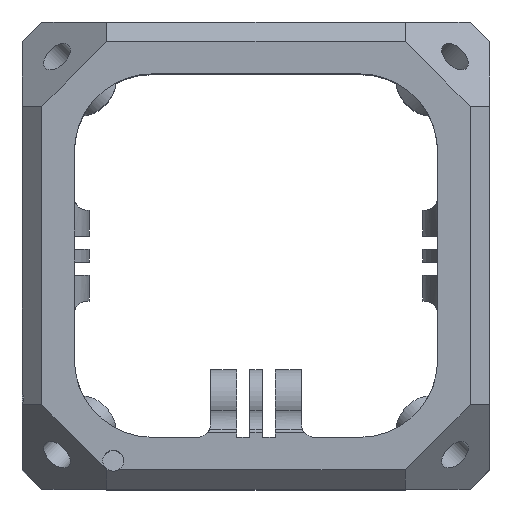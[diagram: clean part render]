
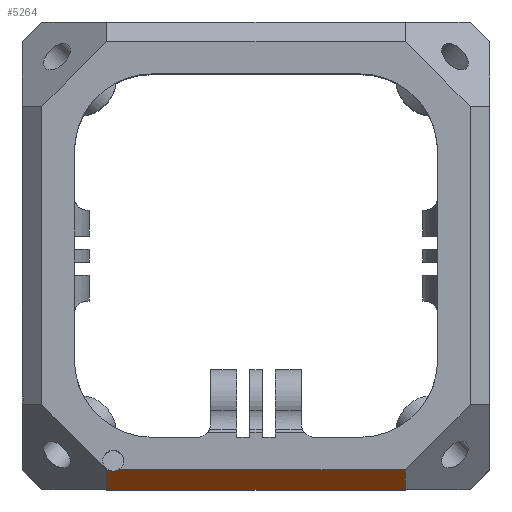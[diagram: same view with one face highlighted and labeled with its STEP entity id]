
A CAD part, top view. The second image highlights one B-rep face of the part: STEP entity #5264.
In plain terms, the highlighted planar face has unit normal (0, -0.707, 0.707).
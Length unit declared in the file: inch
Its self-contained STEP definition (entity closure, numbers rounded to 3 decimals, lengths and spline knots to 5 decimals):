
#203=PLANE('',#5770);
#458=FACE_OUTER_BOUND('',#816,.T.);
#816=EDGE_LOOP('',(#4427,#4428,#4429,#4430,#4431,#4432));
#940=ELLIPSE('',#5443,0.14213,0.1005);
#1340=LINE('',#7922,#1763);
#1348=LINE('',#7937,#1771);
#1539=LINE('',#8870,#1962);
#1618=LINE('',#9181,#2041);
#1619=LINE('',#9182,#2042);
#1763=VECTOR('',#6182,2.76306);
#1771=VECTOR('',#6190,0.01306);
#1962=VECTOR('',#6821,2.875);
#2041=VECTOR('',#7106,0.26517);
#2042=VECTOR('',#7107,0.26517);
#2211=VERTEX_POINT('',#7913);
#2212=VERTEX_POINT('',#7914);
#2214=VERTEX_POINT('',#7921);
#2221=VERTEX_POINT('',#7935);
#2450=VERTEX_POINT('',#8867);
#2451=VERTEX_POINT('',#8869);
#2750=EDGE_CURVE('',#2211,#2212,#940,.T.);
#2753=EDGE_CURVE('',#2214,#2211,#1340,.T.);
#2761=EDGE_CURVE('',#2212,#2221,#1348,.T.);
#3084=EDGE_CURVE('',#2451,#2450,#1539,.T.);
#3217=EDGE_CURVE('',#2221,#2451,#1618,.T.);
#3218=EDGE_CURVE('',#2450,#2214,#1619,.T.);
#4427=ORIENTED_EDGE('',*,*,#2750,.T.);
#4428=ORIENTED_EDGE('',*,*,#2761,.T.);
#4429=ORIENTED_EDGE('',*,*,#3217,.T.);
#4430=ORIENTED_EDGE('',*,*,#3084,.T.);
#4431=ORIENTED_EDGE('',*,*,#3218,.T.);
#4432=ORIENTED_EDGE('',*,*,#2753,.T.);
#5264=ADVANCED_FACE('',(#458),#203,.T.);
#5443=AXIS2_PLACEMENT_3D('',#7915,#6172,#6173);
#5770=AXIS2_PLACEMENT_3D('',#9180,#7104,#7105);
#6172=DIRECTION('center_axis',(0.,0.707,-0.707));
#6173=DIRECTION('ref_axis',(0.,-0.707,-0.707));
#6182=DIRECTION('',(-1.,0.,0.));
#6190=DIRECTION('',(-1.,0.,0.));
#6821=DIRECTION('',(1.,0.,0.));
#7104=DIRECTION('center_axis',(0.,-0.707,0.707));
#7105=DIRECTION('ref_axis',(1.,0.,0.));
#7106=DIRECTION('',(0.,-0.707,-0.707));
#7107=DIRECTION('',(0.,0.707,0.707));
#7913=CARTESIAN_POINT('',(-1.32556,-2.0625,2.25));
#7914=CARTESIAN_POINT('',(-1.42444,-2.0625,2.25));
#7915=CARTESIAN_POINT('Origin',(-1.375,-1.975,2.3375));
#7921=CARTESIAN_POINT('',(1.4375,-2.0625,2.25));
#7922=CARTESIAN_POINT('',(-1.125,-2.0625,2.25));
#7935=CARTESIAN_POINT('',(-1.4375,-2.0625,2.25));
#7937=CARTESIAN_POINT('',(-1.125,-2.0625,2.25));
#8867=CARTESIAN_POINT('',(1.4375,-2.25,2.0625));
#8869=CARTESIAN_POINT('',(-1.4375,-2.25,2.0625));
#8870=CARTESIAN_POINT('',(-1.125,-2.25,2.0625));
#9180=CARTESIAN_POINT('Origin',(-1.125,-2.15625,2.15625));
#9181=CARTESIAN_POINT('',(-1.4375,-2.15625,2.15625));
#9182=CARTESIAN_POINT('',(1.4375,-2.15625,2.15625));
